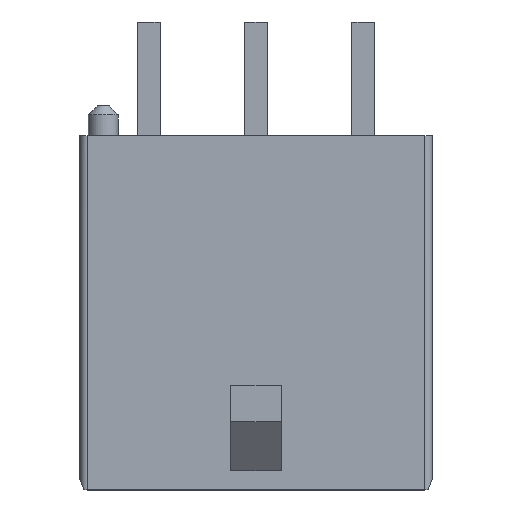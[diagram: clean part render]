
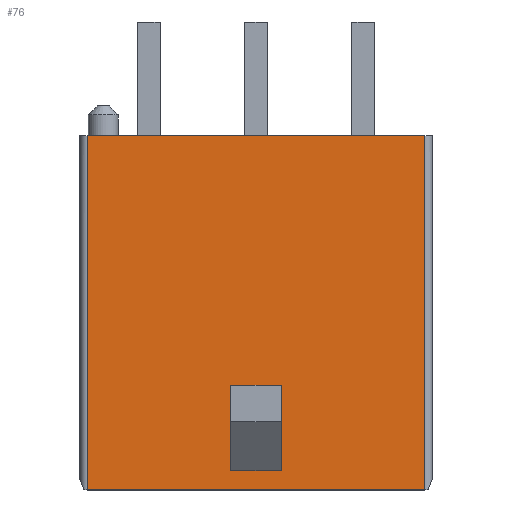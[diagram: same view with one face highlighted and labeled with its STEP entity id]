
A CAD part, top view. The second image highlights one B-rep face of the part: STEP entity #76.
In plain terms, the highlighted planar face has unit normal (0, 0, 1).
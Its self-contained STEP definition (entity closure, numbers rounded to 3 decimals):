
#55=FACE_BOUND('',#269,.T.);
#56=FACE_BOUND('',#270,.T.);
#76=ADVANCED_FACE('',(#55,#56),#145,.F.);
#145=PLANE('',#1274);
#269=EDGE_LOOP('',(#355,#356,#357,#358));
#270=EDGE_LOOP('',(#359,#360,#361,#362));
#355=ORIENTED_EDGE('',*,*,#804,.T.);
#356=ORIENTED_EDGE('',*,*,#805,.F.);
#357=ORIENTED_EDGE('',*,*,#806,.F.);
#358=ORIENTED_EDGE('',*,*,#807,.T.);
#359=ORIENTED_EDGE('',*,*,#808,.F.);
#360=ORIENTED_EDGE('',*,*,#809,.T.);
#361=ORIENTED_EDGE('',*,*,#810,.T.);
#362=ORIENTED_EDGE('',*,*,#811,.F.);
#691=VERTEX_POINT('',#1695);
#692=VERTEX_POINT('',#1696);
#693=VERTEX_POINT('',#1698);
#694=VERTEX_POINT('',#1700);
#695=VERTEX_POINT('',#1703);
#696=VERTEX_POINT('',#1704);
#697=VERTEX_POINT('',#1706);
#698=VERTEX_POINT('',#1708);
#804=EDGE_CURVE('',#691,#692,#972,.T.);
#805=EDGE_CURVE('',#693,#692,#973,.T.);
#806=EDGE_CURVE('',#694,#693,#974,.T.);
#807=EDGE_CURVE('',#694,#691,#975,.T.);
#808=EDGE_CURVE('',#695,#696,#976,.T.);
#809=EDGE_CURVE('',#695,#697,#977,.T.);
#810=EDGE_CURVE('',#697,#698,#978,.T.);
#811=EDGE_CURVE('',#696,#698,#979,.T.);
#972=LINE('',#1694,#1125);
#973=LINE('',#1697,#1126);
#974=LINE('',#1699,#1127);
#975=LINE('',#1701,#1128);
#976=LINE('',#1702,#1129);
#977=LINE('',#1705,#1130);
#978=LINE('',#1707,#1131);
#979=LINE('',#1709,#1132);
#1125=VECTOR('',#1367,1.);
#1126=VECTOR('',#1368,1.);
#1127=VECTOR('',#1369,1.);
#1128=VECTOR('',#1370,1.);
#1129=VECTOR('',#1371,1.);
#1130=VECTOR('',#1372,1.);
#1131=VECTOR('',#1373,1.);
#1132=VECTOR('',#1374,1.);
#1274=AXIS2_PLACEMENT_3D('',#1710,#1375,#1376);
#1367=DIRECTION('',(1.,0.,0.));
#1368=DIRECTION('',(0.,-1.,0.));
#1369=DIRECTION('',(1.,0.,0.));
#1370=DIRECTION('',(0.,-1.,0.));
#1371=DIRECTION('',(0.,1.,0.));
#1372=DIRECTION('',(-1.,0.,0.));
#1373=DIRECTION('',(0.,1.,0.));
#1374=DIRECTION('',(-1.,0.,0.));
#1375=DIRECTION('',(0.,0.,-1.));
#1376=DIRECTION('',(-1.,0.,0.));
#1694=CARTESIAN_POINT('',(-4.725,0.,4.18));
#1695=CARTESIAN_POINT('',(-4.725,0.,4.18));
#1696=CARTESIAN_POINT('',(4.725,0.,4.18));
#1697=CARTESIAN_POINT('',(4.725,9.91,4.18));
#1698=CARTESIAN_POINT('',(4.725,9.91,4.18));
#1699=CARTESIAN_POINT('',(-4.725,9.91,4.18));
#1700=CARTESIAN_POINT('',(-4.725,9.91,4.18));
#1701=CARTESIAN_POINT('',(-4.725,9.91,4.18));
#1702=CARTESIAN_POINT('',(0.7,0.536,4.18));
#1703=CARTESIAN_POINT('',(0.7,0.536,4.18));
#1704=CARTESIAN_POINT('',(0.7,2.92,4.18));
#1705=CARTESIAN_POINT('',(0.7,0.536,4.18));
#1706=CARTESIAN_POINT('',(-0.7,0.536,4.18));
#1707=CARTESIAN_POINT('',(-0.7,0.536,4.18));
#1708=CARTESIAN_POINT('',(-0.7,2.92,4.18));
#1709=CARTESIAN_POINT('',(0.7,2.92,4.18));
#1710=CARTESIAN_POINT('',(-4.725,9.91,4.18));
